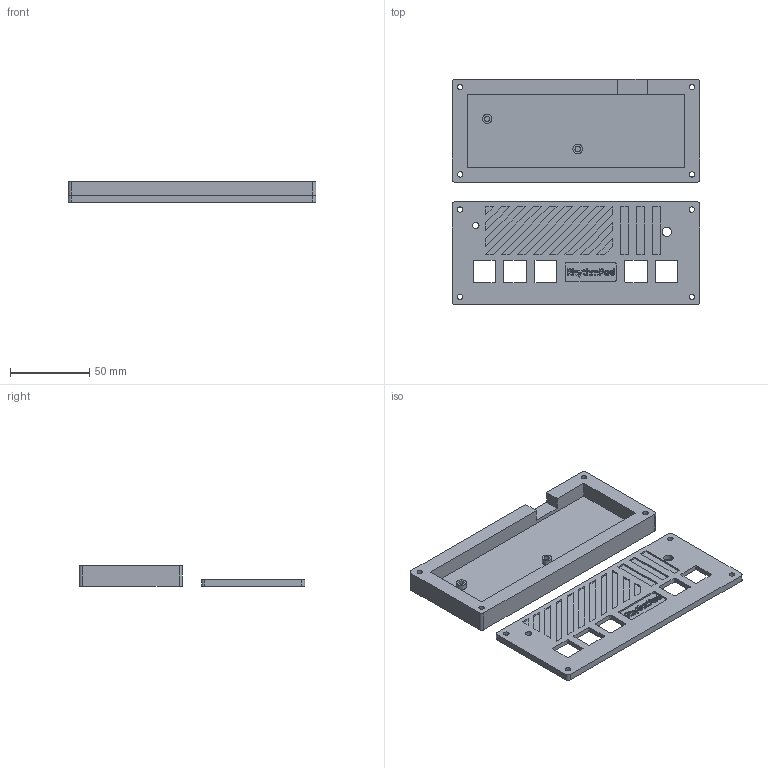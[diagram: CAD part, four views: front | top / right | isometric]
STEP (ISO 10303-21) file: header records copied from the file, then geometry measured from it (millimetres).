
FILE_DESCRIPTION(/* description */ (''),/* implementation_level */ '2;1');
FILE_NAME(/* name */ 'RhythmPad Top+Bottom.step',/* time_stamp */ '2025-12-22T16:54:54Z',/* author */ (''),/* organization */ (''),/* preprocessor_version */ 'ST-DEVELOPER v20.1',/* originating_system */ 'Autodesk Translation Framework v14.21.0.0',/* authorisation */ '');
FILE_SCHEMA (('AUTOMOTIVE_DESIGN { 1 0 10303 214 3 1 1 }'));
Length unit declared in the file: millimetre
Products named in the file (3): 2025-12-22-16-49-15-883; 2025-12-22-14-06-58-825; 2025-12-22-14-25-33-200
Assembly tree (2 placements, depth 2):
  2025-12-22-16-49-15-883
    2025-12-22-14-06-58-825
    2025-12-22-14-25-33-200
Bounding box: 156.11 x 142.11 x 13 mm (x, y, z)
Volume: 96670.4 mm3; surface area: 53067.4 mm2
Topology: 2 solids, 2 shells, 512 faces, 1414 edges, 942 vertices
Faces by surface type: bspline 268, plane 194, cylinder 50
Full cylindrical faces by diameter (mm): 3.4 x10, 4 x1, 6 x7
Entity records: 18860 total; most frequent: CARTESIAN_POINT 7426, ORIENTED_EDGE 2820, DIRECTION 1471, EDGE_CURVE 1410, VERTEX_POINT 940, LINE 773, VECTOR 773, EDGE_LOOP 580
